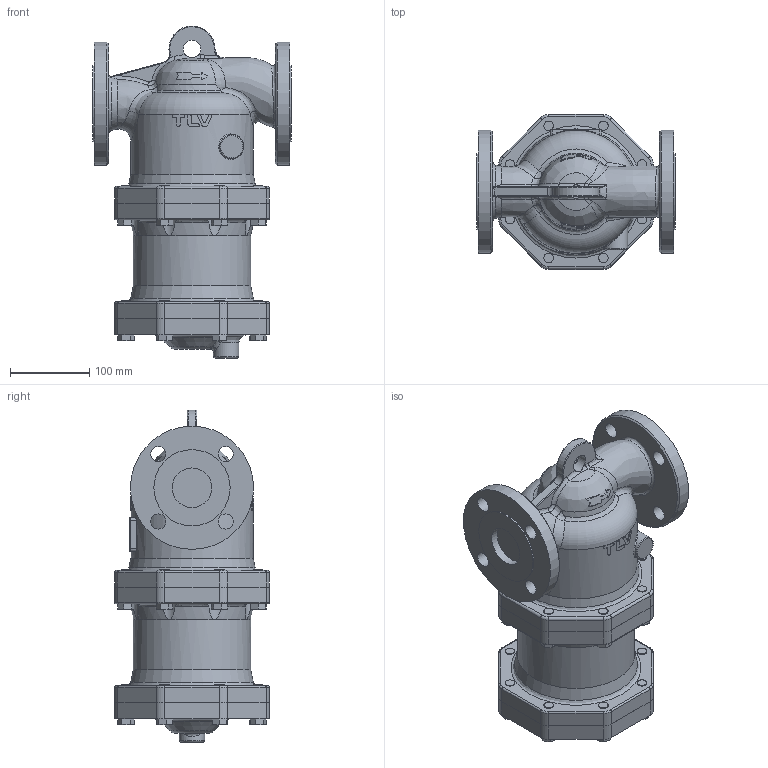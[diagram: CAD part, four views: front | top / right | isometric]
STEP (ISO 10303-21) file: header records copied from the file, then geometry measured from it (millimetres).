
FILE_DESCRIPTION((''),'2;1');
FILE_NAME('dc3a0-050-jis10-00.stp','2010-06-23T16:15:32',('nakaot'),(''),'Autodesk Inventor 2008','Autodesk Inventor 2008','');
FILE_SCHEMA(('AUTOMOTIVE_DESIGN { 1 0 10303 214 1 1 1 1 }'));
Length unit declared in the file: millimetre
Products named in the file (1): dc3a0-050-jis10-00
Bounding box: 250 x 195 x 417.92 mm (x, y, z)
Volume: 7950089 mm3; surface area: 486977.1 mm2
Topology: 1 solids, 1 shells, 658 faces, 1575 edges, 980 vertices
Faces by surface type: plane 232, bspline 143, cylinder 134, cone 110, torus 37, sphere 2
Full cylindrical faces by diameter (mm): 12 x32, 19 x4, 22 x1, 30 x1, 32 x1, 50 x1, 96 x1, 100 x2, 148 x1, 154 x1, 155 x1
Entity records: 39325 total; most frequent: CARTESIAN_POINT 25674, ORIENTED_EDGE 2914, DIRECTION 2556, EDGE_CURVE 1457, AXIS2_PLACEMENT_3D 1054, VERTEX_POINT 948, EDGE_LOOP 855, FACE_OUTER_BOUND 658
